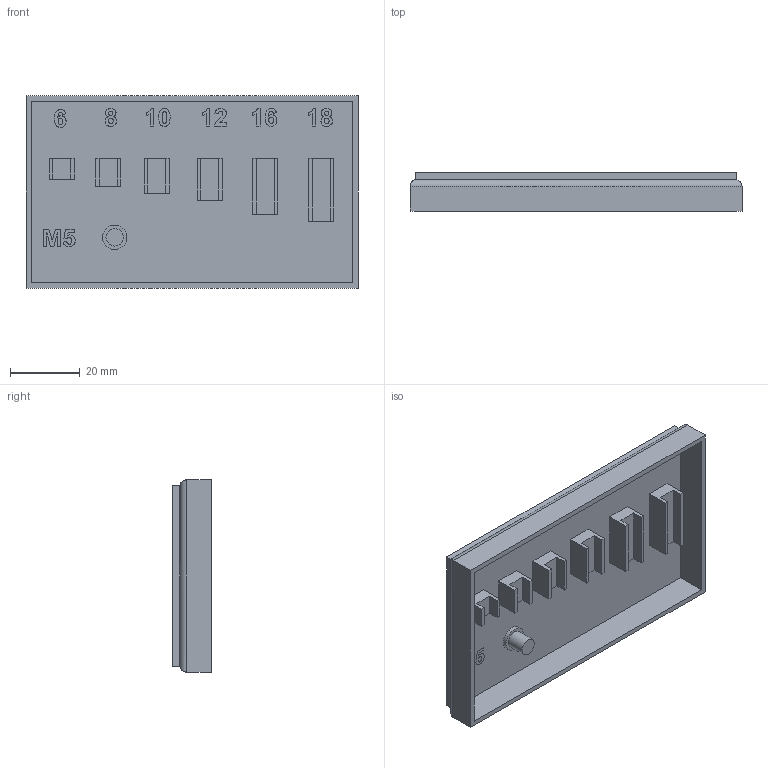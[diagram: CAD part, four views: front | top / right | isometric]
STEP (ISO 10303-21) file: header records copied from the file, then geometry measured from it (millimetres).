
FILE_DESCRIPTION(/* description */ ('','CAx-IF Rec.Pracs.---Representation and Presentation of Product Manufacturing Information (PMI)---4.0---2014-10-13'),/* implementation_level */ '2;1');
FILE_NAME(/* name */ 'M5 Reference Caliper From 6 v2.step',/* time_stamp */ '2025-03-16T21:39:09+01:00',/* author */ (''),/* organization */ (''),/* preprocessor_version */ 'ST-DEVELOPER v20',/* originating_system */ 'Autodesk Translation Framework v13.20.0.188',/* authorisation */ '');
FILE_SCHEMA (('AP242_MANAGED_MODEL_BASED_3D_ENGINEERING_MIM_LF { 1 0 10303 442 1 1 4 }'));
Length unit declared in the file: millimetre
Products named in the file (1): M5 Reference Caliper From 6
Bounding box: 95 x 11 x 55 mm (x, y, z)
Volume: 18013.1 mm3; surface area: 18174.1 mm2
Topology: 13 solids, 13 shells, 558 faces, 1508 edges, 1004 vertices
Faces by surface type: bspline 346, plane 206, cylinder 6
Full cylindrical faces by diameter (mm): 5 x1, 7 x1
Entity records: 20681 total; most frequent: CARTESIAN_POINT 8979, ORIENTED_EDGE 3016, EDGE_CURVE 1508, DIRECTION 1250, VERTEX_POINT 1004, LINE 804, VECTOR 804, B_SPLINE_CURVE_WITH_KNOTS 694
